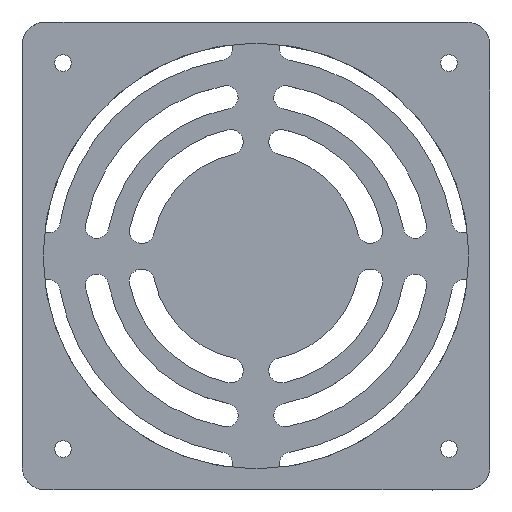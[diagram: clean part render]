
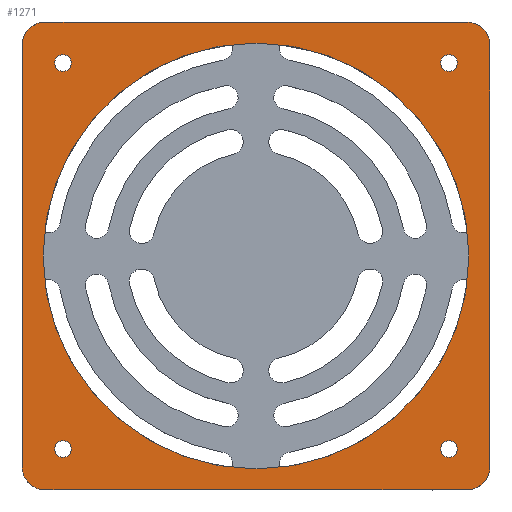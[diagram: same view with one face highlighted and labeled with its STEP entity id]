
A CAD part, top view. The second image highlights one B-rep face of the part: STEP entity #1271.
In plain terms, the highlighted planar face has unit normal (0, 0, 1).
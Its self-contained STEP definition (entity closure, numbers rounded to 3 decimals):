
#63=FACE_BOUND('',#246,.T.);
#64=FACE_BOUND('',#247,.T.);
#65=FACE_BOUND('',#248,.T.);
#66=FACE_BOUND('',#249,.T.);
#67=FACE_BOUND('',#250,.T.);
#78=B_SPLINE_CURVE_WITH_KNOTS('',3,(#2974,#2975,#2976,#2977,#2978,#2979,
#2980,#2981,#2982,#2983,#2984,#2985,#2986,#2987,#2988,#2989,#2990,#2991,
#2992,#2993,#2994,#2995,#2996,#2997,#2998,#2999,#3000,#3001,#3002,#3003,
#3004,#3005,#3006,#3007,#3008,#3009,#3010,#3011,#3012,#3013,#3014,#3015,
#3016,#3017,#3018,#3019,#3020,#3021,#3022),.UNSPECIFIED.,.T.,.F.,(4,3,3,
3,3,3,3,3,3,3,3,3,3,3,3,3,4),(0.,0.005,0.012,
0.02,0.25,0.255,0.262,0.27,
0.5,0.505,0.512,0.52,0.75,
0.755,0.762,0.77,1.),.UNSPECIFIED.);
#82=PLANE('',#1475);
#147=FACE_OUTER_BOUND('',#245,.T.);
#245=EDGE_LOOP('',(#1139));
#246=EDGE_LOOP('',(#1140));
#247=EDGE_LOOP('',(#1141));
#248=EDGE_LOOP('',(#1142));
#249=EDGE_LOOP('',(#1143));
#250=EDGE_LOOP('',(#1144));
#481=CIRCLE('',#1461,45.5);
#483=CIRCLE('',#1464,1.8);
#485=CIRCLE('',#1467,1.8);
#487=CIRCLE('',#1470,1.8);
#489=CIRCLE('',#1473,1.8);
#599=VERTEX_POINT('',#2795);
#601=VERTEX_POINT('',#2801);
#603=VERTEX_POINT('',#2807);
#605=VERTEX_POINT('',#2813);
#607=VERTEX_POINT('',#2819);
#610=VERTEX_POINT('',#2972);
#773=EDGE_CURVE('',#599,#599,#481,.T.);
#776=EDGE_CURVE('',#601,#601,#483,.T.);
#779=EDGE_CURVE('',#603,#603,#485,.T.);
#782=EDGE_CURVE('',#605,#605,#487,.T.);
#785=EDGE_CURVE('',#607,#607,#489,.T.);
#790=EDGE_CURVE('',#610,#610,#78,.T.);
#1139=ORIENTED_EDGE('',*,*,#790,.T.);
#1140=ORIENTED_EDGE('',*,*,#785,.T.);
#1141=ORIENTED_EDGE('',*,*,#782,.T.);
#1142=ORIENTED_EDGE('',*,*,#779,.T.);
#1143=ORIENTED_EDGE('',*,*,#776,.T.);
#1144=ORIENTED_EDGE('',*,*,#773,.T.);
#1271=ADVANCED_FACE('',(#147,#63,#64,#65,#66,#67),#82,.T.);
#1461=AXIS2_PLACEMENT_3D('',#2796,#1859,#1860);
#1464=AXIS2_PLACEMENT_3D('',#2802,#1866,#1867);
#1467=AXIS2_PLACEMENT_3D('',#2808,#1873,#1874);
#1470=AXIS2_PLACEMENT_3D('',#2814,#1880,#1881);
#1473=AXIS2_PLACEMENT_3D('',#2820,#1887,#1888);
#1475=AXIS2_PLACEMENT_3D('',#3023,#1893,#1894);
#1859=DIRECTION('center_axis',(0.,0.,-1.));
#1860=DIRECTION('ref_axis',(1.,0.,0.));
#1866=DIRECTION('center_axis',(0.,0.,-1.));
#1867=DIRECTION('ref_axis',(1.,0.,0.));
#1873=DIRECTION('center_axis',(0.,0.,-1.));
#1874=DIRECTION('ref_axis',(1.,0.,0.));
#1880=DIRECTION('center_axis',(0.,0.,-1.));
#1881=DIRECTION('ref_axis',(1.,0.,0.));
#1887=DIRECTION('center_axis',(0.,0.,-1.));
#1888=DIRECTION('ref_axis',(1.,0.,0.));
#1893=DIRECTION('center_axis',(0.,0.,1.));
#1894=DIRECTION('ref_axis',(1.,0.,0.));
#2795=CARTESIAN_POINT('',(-45.5,0.,27.9));
#2796=CARTESIAN_POINT('Origin',(0.,0.,27.9));
#2801=CARTESIAN_POINT('',(-43.05,-41.25,27.9));
#2802=CARTESIAN_POINT('Origin',(-41.25,-41.25,27.9));
#2807=CARTESIAN_POINT('',(-43.05,41.25,27.9));
#2808=CARTESIAN_POINT('Origin',(-41.25,41.25,27.9));
#2813=CARTESIAN_POINT('',(39.45,-41.25,27.9));
#2814=CARTESIAN_POINT('Origin',(41.25,-41.25,27.9));
#2819=CARTESIAN_POINT('',(39.45,41.25,27.9));
#2820=CARTESIAN_POINT('Origin',(41.25,41.25,27.9));
#2972=CARTESIAN_POINT('',(-50.,-45.,27.9));
#2974=CARTESIAN_POINT('Ctrl Pts',(-50.,-45.,27.9));
#2975=CARTESIAN_POINT('Ctrl Pts',(-50.,-45.656,27.9));
#2976=CARTESIAN_POINT('Ctrl Pts',(-49.868,-46.324,27.9));
#2977=CARTESIAN_POINT('Ctrl Pts',(-49.607,-46.944,27.9));
#2978=CARTESIAN_POINT('Ctrl Pts',(-49.223,-47.854,27.9));
#2979=CARTESIAN_POINT('Ctrl Pts',(-48.553,-48.655,27.9));
#2980=CARTESIAN_POINT('Ctrl Pts',(-47.719,-49.196,27.9));
#2981=CARTESIAN_POINT('Ctrl Pts',(-46.905,-49.723,27.9));
#2982=CARTESIAN_POINT('Ctrl Pts',(-45.941,-50.,27.9));
#2983=CARTESIAN_POINT('Ctrl Pts',(-45.,-50.,27.9));
#2984=CARTESIAN_POINT('Ctrl Pts',(-15.,-50.,27.9));
#2985=CARTESIAN_POINT('Ctrl Pts',(15.,-50.,27.9));
#2986=CARTESIAN_POINT('Ctrl Pts',(45.,-50.,27.9));
#2987=CARTESIAN_POINT('Ctrl Pts',(45.656,-50.,27.9));
#2988=CARTESIAN_POINT('Ctrl Pts',(46.324,-49.868,27.9));
#2989=CARTESIAN_POINT('Ctrl Pts',(46.944,-49.607,27.9));
#2990=CARTESIAN_POINT('Ctrl Pts',(47.854,-49.223,27.9));
#2991=CARTESIAN_POINT('Ctrl Pts',(48.655,-48.553,27.9));
#2992=CARTESIAN_POINT('Ctrl Pts',(49.196,-47.719,27.9));
#2993=CARTESIAN_POINT('Ctrl Pts',(49.723,-46.905,27.9));
#2994=CARTESIAN_POINT('Ctrl Pts',(50.,-45.941,27.9));
#2995=CARTESIAN_POINT('Ctrl Pts',(50.,-45.,27.9));
#2996=CARTESIAN_POINT('Ctrl Pts',(50.,-15.,27.9));
#2997=CARTESIAN_POINT('Ctrl Pts',(50.,15.,27.9));
#2998=CARTESIAN_POINT('Ctrl Pts',(50.,45.,27.9));
#2999=CARTESIAN_POINT('Ctrl Pts',(50.,45.656,27.9));
#3000=CARTESIAN_POINT('Ctrl Pts',(49.868,46.324,27.9));
#3001=CARTESIAN_POINT('Ctrl Pts',(49.607,46.944,27.9));
#3002=CARTESIAN_POINT('Ctrl Pts',(49.223,47.854,27.9));
#3003=CARTESIAN_POINT('Ctrl Pts',(48.553,48.655,27.9));
#3004=CARTESIAN_POINT('Ctrl Pts',(47.719,49.196,27.9));
#3005=CARTESIAN_POINT('Ctrl Pts',(46.905,49.723,27.9));
#3006=CARTESIAN_POINT('Ctrl Pts',(45.941,50.,27.9));
#3007=CARTESIAN_POINT('Ctrl Pts',(45.,50.,27.9));
#3008=CARTESIAN_POINT('Ctrl Pts',(15.,50.,27.9));
#3009=CARTESIAN_POINT('Ctrl Pts',(-15.,50.,27.9));
#3010=CARTESIAN_POINT('Ctrl Pts',(-45.,50.,27.9));
#3011=CARTESIAN_POINT('Ctrl Pts',(-45.656,50.,27.9));
#3012=CARTESIAN_POINT('Ctrl Pts',(-46.324,49.868,27.9));
#3013=CARTESIAN_POINT('Ctrl Pts',(-46.944,49.607,27.9));
#3014=CARTESIAN_POINT('Ctrl Pts',(-47.854,49.223,27.9));
#3015=CARTESIAN_POINT('Ctrl Pts',(-48.655,48.553,27.9));
#3016=CARTESIAN_POINT('Ctrl Pts',(-49.196,47.719,27.9));
#3017=CARTESIAN_POINT('Ctrl Pts',(-49.723,46.905,27.9));
#3018=CARTESIAN_POINT('Ctrl Pts',(-50.,45.941,27.9));
#3019=CARTESIAN_POINT('Ctrl Pts',(-50.,45.,27.9));
#3020=CARTESIAN_POINT('Ctrl Pts',(-50.,15.,27.9));
#3021=CARTESIAN_POINT('Ctrl Pts',(-50.,-15.,27.9));
#3022=CARTESIAN_POINT('Ctrl Pts',(-50.,-45.,27.9));
#3023=CARTESIAN_POINT('Origin',(0.,0.,27.9));
